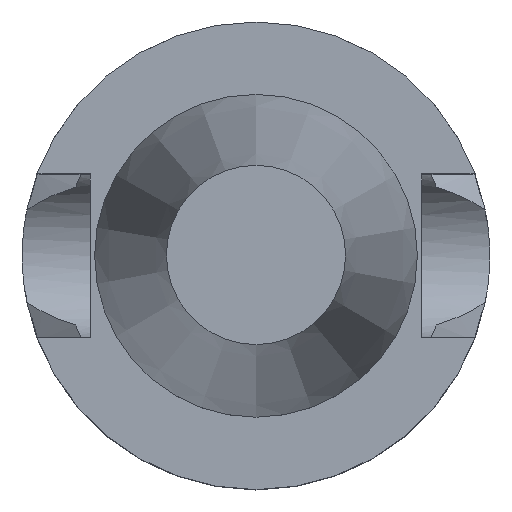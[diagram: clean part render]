
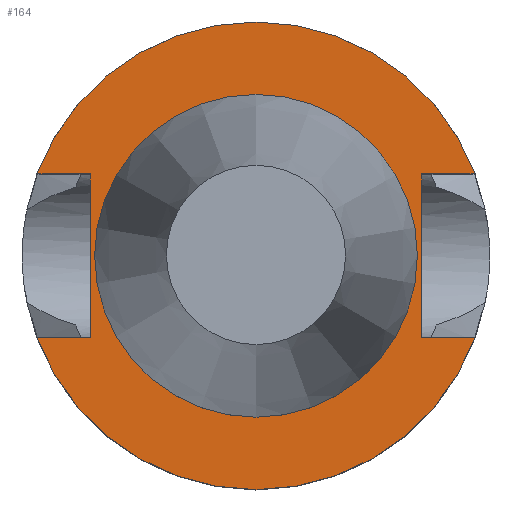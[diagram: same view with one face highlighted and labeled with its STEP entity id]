
A CAD part, top view. The second image highlights one B-rep face of the part: STEP entity #164.
In plain terms, the highlighted planar face has unit normal (0, 0, 1).
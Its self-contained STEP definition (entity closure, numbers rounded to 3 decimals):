
#121=EDGE_CURVE('240[2]',#357,#358,#359,.T.);
#125=EDGE_CURVE('240[2]',#365,#366,#367,.T.);
#164=ADVANCED_FACE('240[2]',(#425,#426),#427,.T.);
#166=EDGE_CURVE('240[2]',#358,#429,#430,.T.);
#172=EDGE_CURVE('240[2]',#432,#350,#438,.T.);
#174=EDGE_CURVE('240[2]',#435,#365,#440,.T.);
#261=EDGE_CURVE('240[2]',#350,#357,#561,.T.);
#268=EDGE_CURVE('240[2]',#429,#435,#569,.T.);
#287=EDGE_CURVE('240[2]',#593,#593,#594,.T.);
#321=EDGE_CURVE('240[2]',#366,#432,#634,.T.);
#350=VERTEX_POINT('',#658);
#357=VERTEX_POINT('',#668);
#358=VERTEX_POINT('',#669);
#359=LINE('',#670,#671);
#365=VERTEX_POINT('',#679);
#366=VERTEX_POINT('',#680);
#367=LINE('',#681,#682);
#425=FACE_OUTER_BOUND('',#905,.T.);
#426=FACE_BOUND('',#906,.T.);
#427=PLANE('',#907);
#429=VERTEX_POINT('',#910);
#430=CIRCLE('',#911,23.0);
#432=VERTEX_POINT('',#914);
#435=VERTEX_POINT('',#919);
#438=LINE('',#924,#925);
#440=LINE('',#928,#929);
#561=LINE('',#1366,#1367);
#569=LINE('',#1378,#1379);
#593=VERTEX_POINT('',#1447);
#594=CIRCLE('',#1448,15.875);
#634=CIRCLE('',#1607,23.0);
#658=CARTESIAN_POINT('',(16.3,-8.05,-1.0));
#668=CARTESIAN_POINT('',(16.3,8.05,-1.));
#669=CARTESIAN_POINT('',(21.545,8.05,-1.));
#670=CARTESIAN_POINT('',(8.15,8.05,-1.));
#671=VECTOR('',#1640,1.0);
#679=CARTESIAN_POINT('',(-16.3,-8.05,-1.0));
#680=CARTESIAN_POINT('',(-21.545,-8.05,-1.0));
#681=CARTESIAN_POINT('',(-8.15,-8.05,-1.0));
#682=VECTOR('',#1644,1.0);
#905=EDGE_LOOP('',(#1705,#1706,#1707,#1708,#1709,#1710,#1711,#1712));
#906=EDGE_LOOP('',(#1713));
#907=AXIS2_PLACEMENT_3D('',#1714,#1715,#1716);
#910=CARTESIAN_POINT('',(-21.545,8.05,-1.));
#911=AXIS2_PLACEMENT_3D('',#1717,#1718,#1719);
#914=CARTESIAN_POINT('',(21.545,-8.05,-1.0));
#919=CARTESIAN_POINT('',(-16.3,8.05,-1.));
#924=CARTESIAN_POINT('',(8.15,-8.05,-1.0));
#925=VECTOR('',#1722,1.0);
#928=CARTESIAN_POINT('',(-16.3,13.744,-1.));
#929=VECTOR('',#1723,1.0);
#1366=CARTESIAN_POINT('',(16.3,5.694,-1.0));
#1367=VECTOR('',#1857,1.0);
#1378=CARTESIAN_POINT('',(-8.15,8.05,-1.0));
#1379=VECTOR('',#1869,1.0);
#1447=CARTESIAN_POINT('',(0.,15.875,-1.));
#1448=AXIS2_PLACEMENT_3D('',#1895,#1896,#1897);
#1607=AXIS2_PLACEMENT_3D('',#1942,#1943,#1944);
#1640=DIRECTION('',(1.0,0.,0.));
#1644=DIRECTION('',(-1.0,0.,0.));
#1705=ORIENTED_EDGE('',*,*,#268,.T.);
#1706=ORIENTED_EDGE('',*,*,#174,.T.);
#1707=ORIENTED_EDGE('',*,*,#125,.T.);
#1708=ORIENTED_EDGE('',*,*,#321,.T.);
#1709=ORIENTED_EDGE('',*,*,#172,.T.);
#1710=ORIENTED_EDGE('',*,*,#261,.T.);
#1711=ORIENTED_EDGE('',*,*,#121,.T.);
#1712=ORIENTED_EDGE('',*,*,#166,.T.);
#1713=ORIENTED_EDGE('',*,*,#287,.F.);
#1714=CARTESIAN_POINT('',(0.,19.438,-1.));
#1715=DIRECTION('',(0.,0.,1.0));
#1716=DIRECTION('',(1.0,0.,0.0));
#1717=CARTESIAN_POINT('',(0.,0.,-1.0));
#1718=DIRECTION('',(0.,0.,1.0));
#1719=DIRECTION('',(0.,1.0,0.));
#1722=DIRECTION('',(-1.0,0.,0.));
#1723=DIRECTION('',(0.0,-1.0,0.));
#1857=DIRECTION('',(0.0,1.0,0.));
#1869=DIRECTION('',(1.0,0.,0.));
#1895=CARTESIAN_POINT('',(0.,0.,-1.0));
#1896=DIRECTION('',(0.,0.,1.0));
#1897=DIRECTION('',(0.,1.0,0.));
#1942=CARTESIAN_POINT('',(0.,0.,-1.0));
#1943=DIRECTION('',(0.,0.,1.0));
#1944=DIRECTION('',(0.,1.0,0.));
